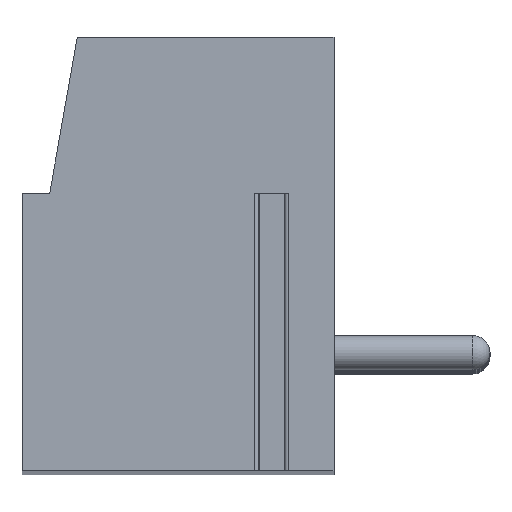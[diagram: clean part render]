
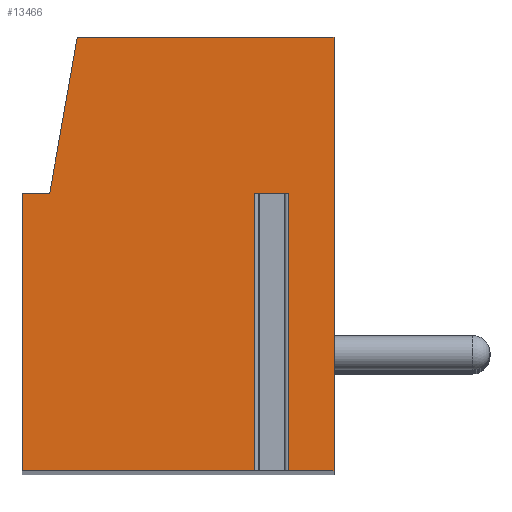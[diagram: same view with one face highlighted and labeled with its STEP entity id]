
A CAD part, top view. The second image highlights one B-rep face of the part: STEP entity #13466.
In plain terms, the highlighted planar face has unit normal (0, 0, 1).
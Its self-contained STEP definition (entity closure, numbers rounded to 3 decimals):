
#13=DIRECTION('',(-1.,0.,0.));
#14=VECTOR('',#13,0.958);
#15=CARTESIAN_POINT('',(3.179,1.75,67.5));
#16=LINE('',#15,#14);
#17=DIRECTION('',(0.,-1.,0.));
#18=VECTOR('',#17,8.);
#19=CARTESIAN_POINT('',(2.221,1.75,67.5));
#20=LINE('',#19,#18);
#21=DIRECTION('',(1.,0.,0.));
#22=VECTOR('',#21,6.721);
#23=CARTESIAN_POINT('',(-4.5,-6.25,67.5));
#24=LINE('',#23,#22);
#25=DIRECTION('',(0.,-1.,0.));
#26=VECTOR('',#25,8.);
#27=CARTESIAN_POINT('',(-4.5,1.75,67.5));
#28=LINE('',#27,#26);
#29=DIRECTION('',(-1.,0.,0.));
#30=VECTOR('',#29,0.8);
#31=CARTESIAN_POINT('',(-3.7,1.75,67.5));
#32=LINE('',#31,#30);
#33=DIRECTION('',(-0.174,-0.985,0.));
#34=VECTOR('',#33,4.569);
#35=CARTESIAN_POINT('',(-2.907,6.25,67.5));
#36=LINE('',#35,#34);
#37=DIRECTION('',(-1.,0.,0.));
#38=VECTOR('',#37,7.407);
#39=CARTESIAN_POINT('',(4.5,6.25,67.5));
#40=LINE('',#39,#38);
#41=DIRECTION('',(0.,1.,0.));
#42=VECTOR('',#41,12.5);
#43=CARTESIAN_POINT('',(4.5,-6.25,67.5));
#44=LINE('',#43,#42);
#45=DIRECTION('',(1.,0.,0.));
#46=VECTOR('',#45,1.321);
#47=CARTESIAN_POINT('',(3.179,-6.25,67.5));
#48=LINE('',#47,#46);
#49=DIRECTION('',(0.,-1.,0.));
#50=VECTOR('',#49,8.);
#51=CARTESIAN_POINT('',(3.179,1.75,67.5));
#52=LINE('',#51,#50);
#10653=CARTESIAN_POINT('',(-2.907,6.25,67.5));
#10654=CARTESIAN_POINT('',(-3.7,1.75,67.5));
#10655=VERTEX_POINT('',#10653);
#10656=VERTEX_POINT('',#10654);
#10657=CARTESIAN_POINT('',(-4.5,1.75,67.5));
#10658=VERTEX_POINT('',#10657);
#10659=CARTESIAN_POINT('',(-4.5,-6.25,67.5));
#10660=VERTEX_POINT('',#10659);
#10661=CARTESIAN_POINT('',(4.5,-6.25,67.5));
#10662=CARTESIAN_POINT('',(4.5,6.25,67.5));
#10663=VERTEX_POINT('',#10661);
#10664=VERTEX_POINT('',#10662);
#10721=CARTESIAN_POINT('',(3.179,1.75,67.5));
#10722=CARTESIAN_POINT('',(2.221,1.75,67.5));
#10723=VERTEX_POINT('',#10721);
#10724=VERTEX_POINT('',#10722);
#10725=CARTESIAN_POINT('',(3.179,-6.25,67.5));
#10726=VERTEX_POINT('',#10725);
#10727=CARTESIAN_POINT('',(2.221,-6.25,67.5));
#10728=VERTEX_POINT('',#10727);
#13439=CARTESIAN_POINT('',(0.,0.,67.5));
#13440=DIRECTION('',(0.,0.,1.));
#13441=DIRECTION('',(1.,0.,0.));
#13442=AXIS2_PLACEMENT_3D('',#13439,#13440,#13441);
#13443=PLANE('',#13442);
#13445=ORIENTED_EDGE('',*,*,#13444,.T.);
#13447=ORIENTED_EDGE('',*,*,#13446,.T.);
#13449=ORIENTED_EDGE('',*,*,#13448,.F.);
#13451=ORIENTED_EDGE('',*,*,#13450,.F.);
#13453=ORIENTED_EDGE('',*,*,#13452,.F.);
#13455=ORIENTED_EDGE('',*,*,#13454,.F.);
#13457=ORIENTED_EDGE('',*,*,#13456,.F.);
#13459=ORIENTED_EDGE('',*,*,#13458,.F.);
#13461=ORIENTED_EDGE('',*,*,#13460,.F.);
#13463=ORIENTED_EDGE('',*,*,#13462,.F.);
#13464=EDGE_LOOP('',(#13445,#13447,#13449,#13451,#13453,#13455,#13457,#13459,
#13461,#13463));
#13465=FACE_OUTER_BOUND('',#13464,.F.);
#13444=EDGE_CURVE('',#10723,#10724,#16,.T.);
#13446=EDGE_CURVE('',#10724,#10728,#20,.T.);
#13448=EDGE_CURVE('',#10660,#10728,#24,.T.);
#13450=EDGE_CURVE('',#10658,#10660,#28,.T.);
#13452=EDGE_CURVE('',#10656,#10658,#32,.T.);
#13454=EDGE_CURVE('',#10655,#10656,#36,.T.);
#13456=EDGE_CURVE('',#10664,#10655,#40,.T.);
#13458=EDGE_CURVE('',#10663,#10664,#44,.T.);
#13460=EDGE_CURVE('',#10726,#10663,#48,.T.);
#13462=EDGE_CURVE('',#10723,#10726,#52,.T.);
#13466=ADVANCED_FACE('',(#13465),#13443,.T.);
